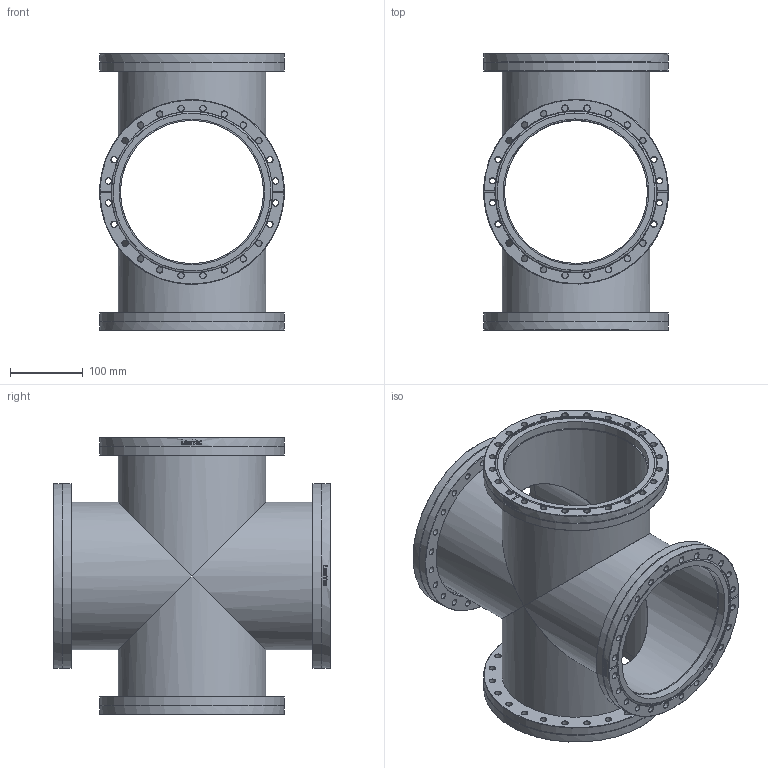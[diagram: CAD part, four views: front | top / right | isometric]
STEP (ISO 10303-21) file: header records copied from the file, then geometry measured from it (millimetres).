
FILE_DESCRIPTION(/* description */ (''),/* implementation_level */ '2;1');
FILE_NAME(/* name */ 'FL-4X200CF.stp',/* time_stamp */ '2018-02-23T15:52:07+00:00',/* author */ ('paul'),/* organization */ (''),/* preprocessor_version */ 'ST-DEVELOPER v16.13',/* originating_system */ 'Autodesk Inventor 2018',/* authorisation */ '');
FILE_SCHEMA (('AUTOMOTIVE_DESIGN { 1 0 10303 214 3 1 1 }'));
Length unit declared in the file: millimetre
Products named in the file (6): FL-4X200CF; FL-200CFR-203; FL-200CFR OUTER; FL-200CFR-203 INNER; side tube; FL-200CF-203
Assembly tree (10 placements, depth 3):
  FL-4X200CF
    FL-200CF-203  x2
    FL-200CFR-203  x2
      FL-200CFR OUTER
      FL-200CFR-203 INNER
    side tube  x4
Bounding box: 254 x 381 x 381 mm (x, y, z)
Volume: 2517413.9 mm3; surface area: 997038.5 mm2
Topology: 10 solids, 10 shells, 758 faces, 2148 edges, 1394 vertices
Faces by surface type: cone 218, bspline 212, cylinder 168, plane 156, torus 4
Full cylindrical faces by diameter (mm): 8.4 x96, 197 x4, 200.4 x4, 203.2 x4, 203.7 x4, 211 x2, 222 x2, 222.2 x4, 254 x8
Entity records: 34734 total; most frequent: CARTESIAN_POINT 26164, ORIENTED_EDGE 1634, DIRECTION 1562, EDGE_CURVE 817, AXIS2_PLACEMENT_3D 665, EDGE_LOOP 638, VERTEX_POINT 611, CIRCLE 377
